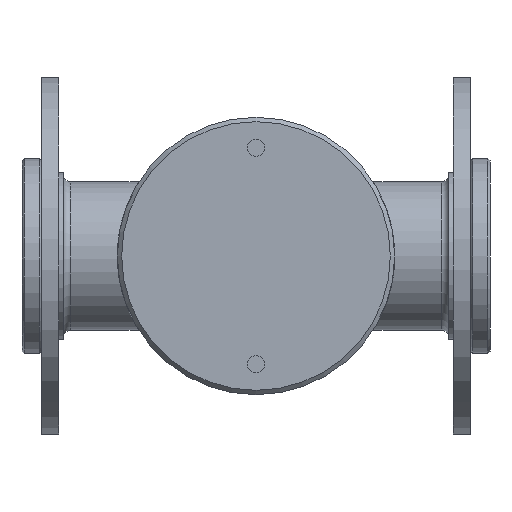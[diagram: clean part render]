
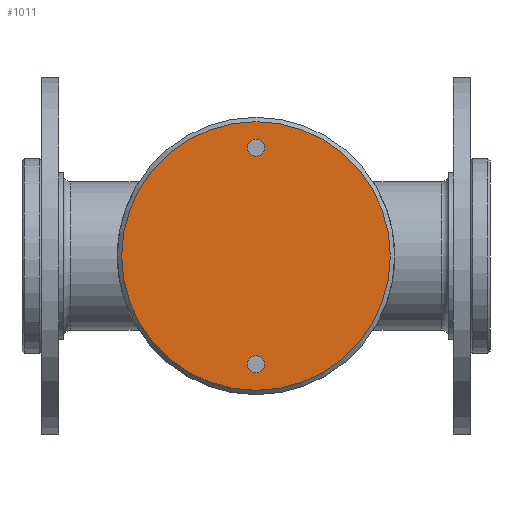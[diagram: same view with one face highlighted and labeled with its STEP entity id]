
A CAD part, front view. The second image highlights one B-rep face of the part: STEP entity #1011.
In plain terms, the highlighted planar face has unit normal (0, -1, 0).
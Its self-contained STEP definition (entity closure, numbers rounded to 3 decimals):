
#22 = VERTEX_POINT ( 'NONE', #2681 ) ;
#53 = CARTESIAN_POINT ( 'NONE',  ( 0., 0., -53.969 ) ) ;
#279 = EDGE_CURVE ( 'NONE', #561, #561, #4567, .T. ) ;
#298 = CIRCLE ( 'NONE', #2181, 3.969 ) ;
#344 = DIRECTION ( 'NONE',  ( 0., 1., 0. ) ) ;
#377 = CIRCLE ( 'NONE', #701, 62. ) ;
#446 = DIRECTION ( 'NONE',  ( 0., -1., 0. ) ) ;
#560 = CARTESIAN_POINT ( 'NONE',  ( 0., 0., 50. ) ) ;
#561 = VERTEX_POINT ( 'NONE', #53 ) ;
#701 = AXIS2_PLACEMENT_3D ( 'NONE', #1588, #4596, #1990 ) ;
#953 = DIRECTION ( 'NONE',  ( 0., 0., -1. ) ) ;
#1005 = ORIENTED_EDGE ( 'NONE', *, *, #4053, .T. ) ;
#1011 = ADVANCED_FACE ( 'NONE', ( #3740, #4089, #2216 ), #1439, .F. ) ;
#1047 = ORIENTED_EDGE ( 'NONE', *, *, #279, .F. ) ;
#1088 = DIRECTION ( 'NONE',  ( 0., 0., 1. ) ) ;
#1162 = CARTESIAN_POINT ( 'NONE',  ( 0., 0., -50. ) ) ;
#1341 = AXIS2_PLACEMENT_3D ( 'NONE', #1162, #446, #1626 ) ;
#1439 = PLANE ( 'NONE',  #2013 ) ;
#1588 = CARTESIAN_POINT ( 'NONE',  ( 0., 0., 0. ) ) ;
#1626 = DIRECTION ( 'NONE',  ( 0., 0., -1. ) ) ;
#1990 = DIRECTION ( 'NONE',  ( 0., 0., 1. ) ) ;
#2013 = AXIS2_PLACEMENT_3D ( 'NONE', #3718, #344, #1088 ) ;
#2181 = AXIS2_PLACEMENT_3D ( 'NONE', #560, #3560, #953 ) ;
#2216 = FACE_BOUND ( 'NONE', #3851, .T. ) ;
#2512 = CARTESIAN_POINT ( 'NONE',  ( 0., 0., 46.031 ) ) ;
#2549 = ORIENTED_EDGE ( 'NONE', *, *, #3051, .F. ) ;
#2681 = CARTESIAN_POINT ( 'NONE',  ( 0., 0., 62. ) ) ;
#2776 = EDGE_LOOP ( 'NONE', ( #1005 ) ) ;
#2930 = VERTEX_POINT ( 'NONE', #2512 ) ;
#3051 = EDGE_CURVE ( 'NONE', #2930, #2930, #298, .T. ) ;
#3560 = DIRECTION ( 'NONE',  ( 0., -1., 0. ) ) ;
#3718 = CARTESIAN_POINT ( 'NONE',  ( 0., 0., 0. ) ) ;
#3740 = FACE_OUTER_BOUND ( 'NONE', #2776, .T. ) ;
#3851 = EDGE_LOOP ( 'NONE', ( #1047 ) ) ;
#4053 = EDGE_CURVE ( 'NONE', #22, #22, #377, .T. ) ;
#4089 = FACE_BOUND ( 'NONE', #4802, .T. ) ;
#4567 = CIRCLE ( 'NONE', #1341, 3.969 ) ;
#4596 = DIRECTION ( 'NONE',  ( 0., -1., 0. ) ) ;
#4802 = EDGE_LOOP ( 'NONE', ( #2549 ) ) ;
